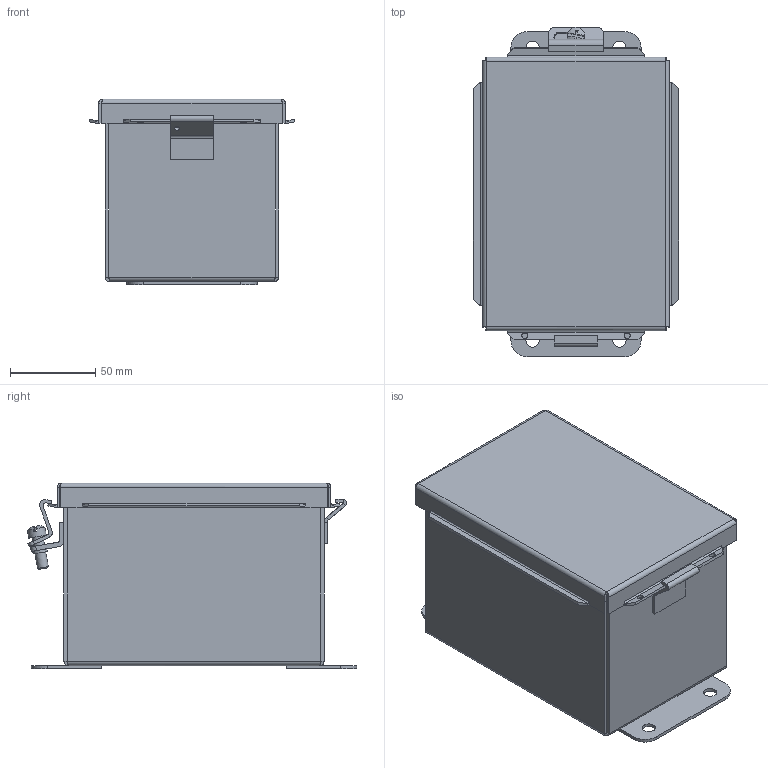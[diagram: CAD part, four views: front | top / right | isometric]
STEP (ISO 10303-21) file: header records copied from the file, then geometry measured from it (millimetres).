
FILE_DESCRIPTION((''),'2;1');
FILE_NAME('B060404.iam.stp','2012-02-02T09:16:54',(''),(''),'Autodesk Inventor 2012','Autodesk Inventor 2012','');
FILE_SCHEMA(('AUTOMOTIVE_DESIGN { 1 0 10303 214 1 1 1 1 }'));
Length unit declared in the file: inch
Products named in the file (11): B060404; 3499; 3481; C1001; H4050550; C1002; 372134; B060404BKP; 316160; 38811; B0604LID
Assembly tree (15 placements, depth 2):
  B060404
    3499  x4
    3481  x2
    C1001
    H4050550
    C1002
    372134
    B060404BKP
    316160  x2
    38811
    B0604LID
Bounding box: 120.38 x 192.87 x 108.89 mm (x, y, z)
Volume: 224756.3 mm3; surface area: 233839.5 mm2
Topology: 15 solids, 15 shells, 346 faces, 795 edges, 486 vertices
Faces by surface type: plane 227, cylinder 77, bspline 36, sphere 2, cone 2, torus 2
Full cylindrical faces by diameter (mm): 3.175 x1, 3.556 x2, 3.962 x4, 4.826 x1, 4.978 x1, 6.35 x2, 7.62 x4, 7.874 x4, 8.738 x1, 10.402 x1, 15.875 x4
Entity records: 9153 total; most frequent: CARTESIAN_POINT 2158, DIRECTION 1306, ORIENTED_EDGE 1292, EDGE_CURVE 646, VECTOR 498, LINE 498, AXIS2_PLACEMENT_3D 404, VERTEX_POINT 394
